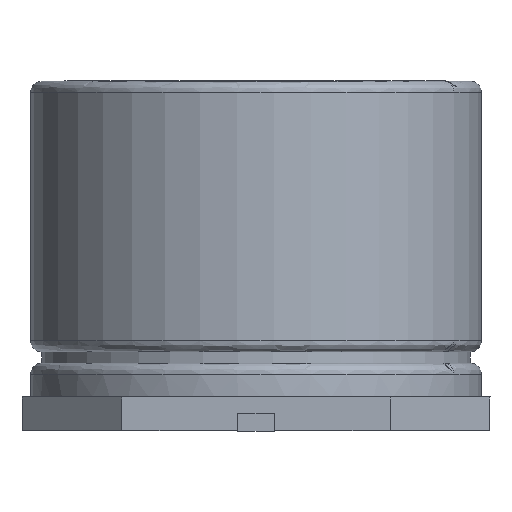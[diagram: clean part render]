
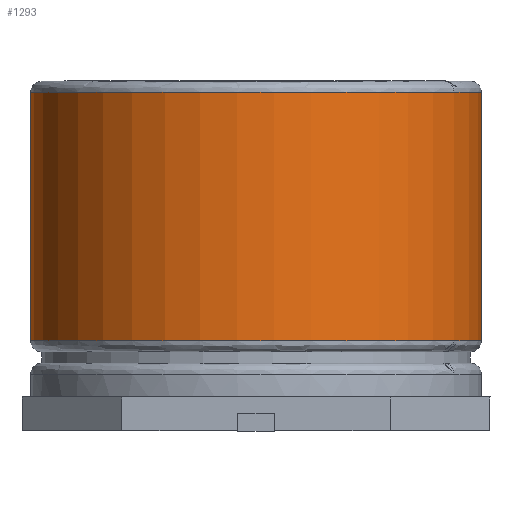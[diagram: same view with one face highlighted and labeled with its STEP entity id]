
A CAD part, front view. The second image highlights one B-rep face of the part: STEP entity #1293.
In plain terms, the highlighted cylindrical face has radius 4 mm (diameter 8 mm), a partial arc.
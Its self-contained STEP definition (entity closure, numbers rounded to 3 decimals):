
#14 = DIRECTION ( 'NONE',  ( -0.878, 0.479, 0. ) ) ;
#15 = DIRECTION ( 'NONE',  ( 0., 0., 1. ) ) ;
#16 = CARTESIAN_POINT ( 'NONE',  ( 0., 0., 6. ) ) ;
#17 = AXIS2_PLACEMENT_3D ( 'NONE', #16, #15, #14 ) ;
#36 = CIRCLE ( 'NONE', #17, 4. ) ;
#54 = DIRECTION ( 'NONE',  ( -1., 0., 0. ) ) ;
#55 = DIRECTION ( 'NONE',  ( 0., 0., -1. ) ) ;
#96 = DIRECTION ( 'NONE',  ( 0.878, -0.479, 0. ) ) ;
#97 = DIRECTION ( 'NONE',  ( 0., 0., 1. ) ) ;
#98 = CARTESIAN_POINT ( 'NONE',  ( 0., 0., 6. ) ) ;
#99 = AXIS2_PLACEMENT_3D ( 'NONE', #98, #97, #96 ) ;
#100 = CIRCLE ( 'NONE', #99, 4. ) ;
#106 = CARTESIAN_POINT ( 'NONE',  ( 3.51, -1.918, 6. ) ) ;
#138 = AXIS2_PLACEMENT_3D ( 'NONE', #141, #55, #54 ) ;
#139 = CYLINDRICAL_SURFACE ( 'NONE', #138, 4. ) ;
#141 = CARTESIAN_POINT ( 'NONE',  ( 0., 0., 6. ) ) ;
#156 = FACE_OUTER_BOUND ( 'NONE', #1294, .T. ) ;
#178 = CARTESIAN_POINT ( 'NONE',  ( -4., 0., 6. ) ) ;
#179 = DIRECTION ( 'NONE',  ( 0., 0., -1. ) ) ;
#180 = VECTOR ( 'NONE', #179, 1000. ) ;
#181 = CARTESIAN_POINT ( 'NONE',  ( -4., 0., 6. ) ) ;
#184 = LINE ( 'NONE', #181, #180 ) ;
#319 = CARTESIAN_POINT ( 'NONE',  ( 3.51, -1.918, 1.6 ) ) ;
#339 = CARTESIAN_POINT ( 'NONE',  ( 4., 0., 1.6 ) ) ;
#664 = LINE ( 'NONE', #759, #758 ) ;
#666 = CARTESIAN_POINT ( 'NONE',  ( 4., 0., 6. ) ) ;
#695 = CARTESIAN_POINT ( 'NONE',  ( -4., 0., 1.6 ) ) ;
#739 = AXIS2_PLACEMENT_3D ( 'NONE', #823, #761, #760 ) ;
#757 = DIRECTION ( 'NONE',  ( 0., 0., -1. ) ) ;
#758 = VECTOR ( 'NONE', #757, 1000. ) ;
#759 = CARTESIAN_POINT ( 'NONE',  ( 4., 0., 6. ) ) ;
#760 = DIRECTION ( 'NONE',  ( -0.878, 0.479, 0. ) ) ;
#761 = DIRECTION ( 'NONE',  ( 0., 0., 1. ) ) ;
#822 = CIRCLE ( 'NONE', #739, 4. ) ;
#823 = CARTESIAN_POINT ( 'NONE',  ( 0., 0., 1.6 ) ) ;
#1110 = ORIENTED_EDGE ( 'NONE', *, *, #1470, .F. ) ;
#1111 = ORIENTED_EDGE ( 'NONE', *, *, #1291, .F. ) ;
#1112 = ORIENTED_EDGE ( 'NONE', *, *, #1271, .F. ) ;
#1113 = ORIENTED_EDGE ( 'NONE', *, *, #1300, .T. ) ;
#1114 = ORIENTED_EDGE ( 'NONE', *, *, #1115, .T. ) ;
#1115 = EDGE_CURVE ( 'NONE', #1462, #1316, #1505, .T. ) ;
#1116 = ORIENTED_EDGE ( 'NONE', *, *, #1449, .T. ) ;
#1264 = VERTEX_POINT ( 'NONE', #106 ) ;
#1271 = EDGE_CURVE ( 'NONE', #1301, #1264, #100, .T. ) ;
#1291 = EDGE_CURVE ( 'NONE', #1264, #1467, #36, .T. ) ;
#1293 = ADVANCED_FACE ( 'NONE', ( #156 ), #139, .T. ) ;
#1294 = EDGE_LOOP ( 'NONE', ( #1110, #1111, #1112, #1113, #1114, #1116 ) ) ;
#1300 = EDGE_CURVE ( 'NONE', #1301, #1462, #184, .T. ) ;
#1301 = VERTEX_POINT ( 'NONE', #178 ) ;
#1316 = VERTEX_POINT ( 'NONE', #319 ) ;
#1317 = VERTEX_POINT ( 'NONE', #339 ) ;
#1449 = EDGE_CURVE ( 'NONE', #1316, #1317, #822, .T. ) ;
#1462 = VERTEX_POINT ( 'NONE', #695 ) ;
#1467 = VERTEX_POINT ( 'NONE', #666 ) ;
#1470 = EDGE_CURVE ( 'NONE', #1467, #1317, #664, .T. ) ;
#1501 = DIRECTION ( 'NONE',  ( -0.878, 0.479, 0. ) ) ;
#1502 = DIRECTION ( 'NONE',  ( 0., 0., 1. ) ) ;
#1503 = CARTESIAN_POINT ( 'NONE',  ( 0., 0., 1.6 ) ) ;
#1504 = AXIS2_PLACEMENT_3D ( 'NONE', #1503, #1502, #1501 ) ;
#1505 = CIRCLE ( 'NONE', #1504, 4. ) ;
